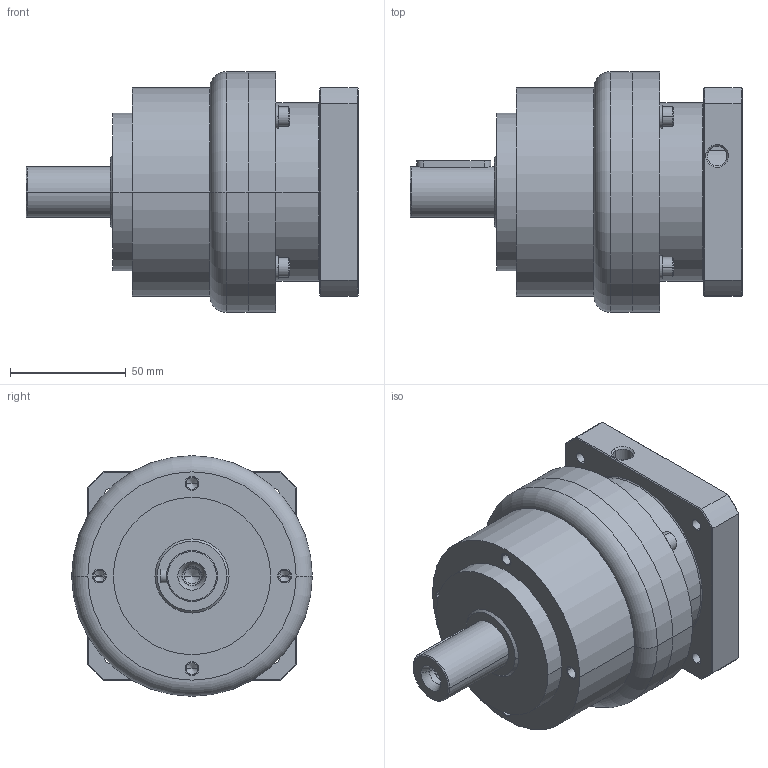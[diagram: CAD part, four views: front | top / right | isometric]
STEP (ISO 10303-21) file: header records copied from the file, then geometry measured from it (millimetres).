
FILE_DESCRIPTION((''),'2;1');
FILE_NAME('AE0901-P0403300603_ASM','2008-09-10T',('d00080'),(''),'PRO/ENGINEER BY PARAMETRIC TECHNOLOGY CORPORATION, 2006170','PRO/ENGINEER BY PARAMETRIC TECHNOLOGY CORPORATION, 2006170','');
FILE_SCHEMA(('CONFIG_CONTROL_DESIGN'));
Length unit declared in the file: millimetre
Products named in the file (7): AE090-1; P1302300001; 233100003; 220100606; COVER-SET-3_ASM; P0403300603; AE0901-P0403300603_ASM
Assembly tree (12 placements, depth 3):
  AE0901-P0403300603_ASM
    AE090-1
    COVER-SET-3_ASM
      P1302300001
      233100003  x4
      220100606  x4
    P0403300603
Bounding box: 143.5 x 104 x 104 mm (x, y, z)
Volume: 654633.7 mm3; surface area: 102905.2 mm2
Topology: 11 solids, 21 shells, 382 faces, 852 edges, 521 vertices
Faces by surface type: cylinder 167, plane 125, cone 68, torus 22
Entity records: 8038 total; most frequent: DIRECTION 1516, CARTESIAN_POINT 1466, ORIENTED_EDGE 1176, AXIS2_PLACEMENT_3D 637, EDGE_CURVE 608, VERTEX_POINT 383, EDGE_LOOP 339, CIRCLE 337
